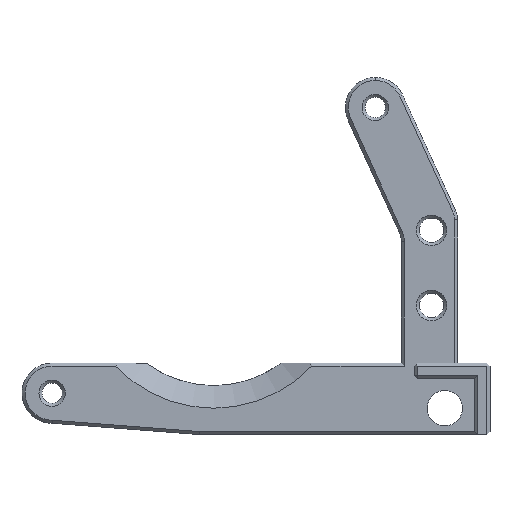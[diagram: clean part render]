
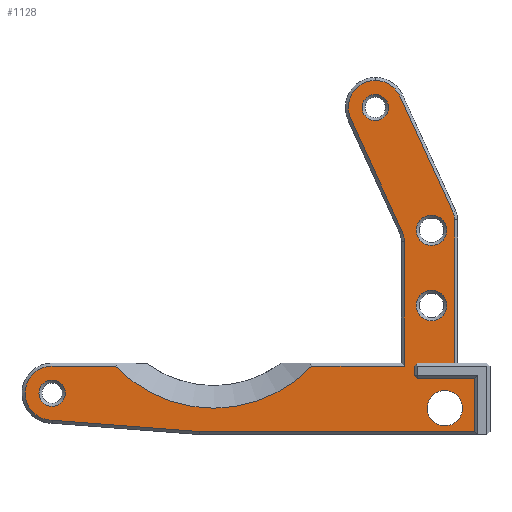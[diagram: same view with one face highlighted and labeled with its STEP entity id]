
A CAD part, left-side view. The second image highlights one B-rep face of the part: STEP entity #1128.
In plain terms, the highlighted planar face has unit normal (-1, 0, 0).
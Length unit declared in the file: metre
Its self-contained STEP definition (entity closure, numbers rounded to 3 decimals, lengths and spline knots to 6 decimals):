
#39=B_SPLINE_CURVE_WITH_KNOTS('',3,(#1633,#1634,#1635,#1636),
 .UNSPECIFIED.,.F.,.F.,(4,4),(0.,1.),.UNSPECIFIED.);
#40=B_SPLINE_CURVE_WITH_KNOTS('',3,(#1646,#1647,#1648,#1649),
 .UNSPECIFIED.,.F.,.F.,(4,4),(0.,1.),.UNSPECIFIED.);
#65=LINE('',#1628,#171);
#66=LINE('',#1631,#172);
#67=LINE('',#1638,#173);
#68=LINE('',#1644,#174);
#69=LINE('',#1651,#175);
#70=LINE('',#1653,#176);
#71=LINE('',#1657,#177);
#72=LINE('',#1661,#178);
#73=LINE('',#1663,#179);
#74=LINE('',#1665,#180);
#75=LINE('',#1667,#181);
#76=LINE('',#1669,#182);
#77=LINE('',#1671,#183);
#78=LINE('',#1673,#184);
#171=VECTOR('',#1326,1.);
#172=VECTOR('',#1327,1.);
#173=VECTOR('',#1328,1.);
#174=VECTOR('',#1333,1.);
#175=VECTOR('',#1334,1.);
#176=VECTOR('',#1335,1.);
#177=VECTOR('',#1338,1.);
#178=VECTOR('',#1341,1.);
#179=VECTOR('',#1342,1.);
#180=VECTOR('',#1343,1.);
#181=VECTOR('',#1344,1.);
#182=VECTOR('',#1345,1.);
#183=VECTOR('',#1346,1.);
#184=VECTOR('',#1347,1.);
#277=ORIENTED_EDGE('',*,*,#603,.T.);
#278=ORIENTED_EDGE('',*,*,#604,.T.);
#279=ORIENTED_EDGE('',*,*,#605,.F.);
#280=ORIENTED_EDGE('',*,*,#606,.F.);
#281=ORIENTED_EDGE('',*,*,#607,.F.);
#282=ORIENTED_EDGE('',*,*,#608,.T.);
#283=ORIENTED_EDGE('',*,*,#609,.T.);
#284=ORIENTED_EDGE('',*,*,#610,.T.);
#285=ORIENTED_EDGE('',*,*,#611,.T.);
#286=ORIENTED_EDGE('',*,*,#612,.T.);
#287=ORIENTED_EDGE('',*,*,#613,.T.);
#288=ORIENTED_EDGE('',*,*,#614,.T.);
#289=ORIENTED_EDGE('',*,*,#615,.T.);
#290=ORIENTED_EDGE('',*,*,#616,.T.);
#291=ORIENTED_EDGE('',*,*,#617,.T.);
#292=ORIENTED_EDGE('',*,*,#618,.F.);
#293=ORIENTED_EDGE('',*,*,#619,.T.);
#294=ORIENTED_EDGE('',*,*,#620,.T.);
#295=ORIENTED_EDGE('',*,*,#621,.T.);
#296=ORIENTED_EDGE('',*,*,#622,.T.);
#297=ORIENTED_EDGE('',*,*,#623,.T.);
#298=ORIENTED_EDGE('',*,*,#624,.F.);
#299=ORIENTED_EDGE('',*,*,#625,.T.);
#300=ORIENTED_EDGE('',*,*,#626,.T.);
#301=ORIENTED_EDGE('',*,*,#627,.F.);
#603=EDGE_CURVE('',#766,#766,#867,.F.);
#604=EDGE_CURVE('',#767,#767,#868,.F.);
#605=EDGE_CURVE('',#768,#768,#869,.T.);
#606=EDGE_CURVE('',#769,#769,#870,.T.);
#607=EDGE_CURVE('',#770,#770,#871,.T.);
#608=EDGE_CURVE('',#771,#772,#65,.T.);
#609=EDGE_CURVE('',#772,#773,#66,.T.);
#610=EDGE_CURVE('',#773,#774,#39,.T.);
#611=EDGE_CURVE('',#774,#775,#67,.T.);
#612=EDGE_CURVE('',#775,#776,#872,.T.);
#613=EDGE_CURVE('',#776,#777,#873,.T.);
#614=EDGE_CURVE('',#777,#778,#68,.T.);
#615=EDGE_CURVE('',#778,#779,#40,.T.);
#616=EDGE_CURVE('',#779,#780,#69,.T.);
#617=EDGE_CURVE('',#780,#781,#70,.T.);
#618=EDGE_CURVE('',#782,#781,#874,.T.);
#619=EDGE_CURVE('',#782,#783,#71,.T.);
#620=EDGE_CURVE('',#783,#784,#875,.T.);
#621=EDGE_CURVE('',#784,#785,#72,.T.);
#622=EDGE_CURVE('',#785,#786,#73,.T.);
#623=EDGE_CURVE('',#786,#787,#74,.T.);
#624=EDGE_CURVE('',#788,#787,#75,.T.);
#625=EDGE_CURVE('',#788,#789,#76,.T.);
#626=EDGE_CURVE('',#789,#790,#77,.T.);
#627=EDGE_CURVE('',#771,#790,#78,.T.);
#766=VERTEX_POINT('',#1619);
#767=VERTEX_POINT('',#1621);
#768=VERTEX_POINT('',#1623);
#769=VERTEX_POINT('',#1625);
#770=VERTEX_POINT('',#1627);
#771=VERTEX_POINT('',#1629);
#772=VERTEX_POINT('',#1630);
#773=VERTEX_POINT('',#1632);
#774=VERTEX_POINT('',#1637);
#775=VERTEX_POINT('',#1639);
#776=VERTEX_POINT('',#1641);
#777=VERTEX_POINT('',#1643);
#778=VERTEX_POINT('',#1645);
#779=VERTEX_POINT('',#1650);
#780=VERTEX_POINT('',#1652);
#781=VERTEX_POINT('',#1654);
#782=VERTEX_POINT('',#1656);
#783=VERTEX_POINT('',#1658);
#784=VERTEX_POINT('',#1660);
#785=VERTEX_POINT('',#1662);
#786=VERTEX_POINT('',#1664);
#787=VERTEX_POINT('',#1666);
#788=VERTEX_POINT('',#1668);
#789=VERTEX_POINT('',#1670);
#790=VERTEX_POINT('',#1672);
#867=CIRCLE('',#1215,0.002025);
#868=CIRCLE('',#1216,0.002025);
#869=CIRCLE('',#1217,0.00175);
#870=CIRCLE('',#1218,0.00175);
#871=CIRCLE('',#1219,0.00235);
#872=CIRCLE('',#1220,0.0036);
#873=CIRCLE('',#1221,0.0036);
#874=CIRCLE('',#1222,0.018);
#875=CIRCLE('',#1223,0.0036);
#896=EDGE_LOOP('',(#277));
#897=EDGE_LOOP('',(#278));
#898=EDGE_LOOP('',(#279));
#899=EDGE_LOOP('',(#280));
#900=EDGE_LOOP('',(#281));
#901=EDGE_LOOP('',(#282,#283,#284,#285,#286,#287,#288,#289,#290,#291,#292,
#293,#294,#295,#296,#297,#298,#299,#300,#301));
#988=FACE_BOUND('',#896,.T.);
#989=FACE_BOUND('',#897,.T.);
#990=FACE_BOUND('',#898,.T.);
#991=FACE_BOUND('',#899,.T.);
#992=FACE_BOUND('',#900,.T.);
#993=FACE_BOUND('',#901,.T.);
#1080=PLANE('',#1214);
#1128=ADVANCED_FACE('',(#988,#989,#990,#991,#992,#993),#1080,.T.);
#1214=AXIS2_PLACEMENT_3D('',#1617,#1314,#1315);
#1215=AXIS2_PLACEMENT_3D('',#1618,#1316,#1317);
#1216=AXIS2_PLACEMENT_3D('',#1620,#1318,#1319);
#1217=AXIS2_PLACEMENT_3D('',#1622,#1320,#1321);
#1218=AXIS2_PLACEMENT_3D('',#1624,#1322,#1323);
#1219=AXIS2_PLACEMENT_3D('',#1626,#1324,#1325);
#1220=AXIS2_PLACEMENT_3D('',#1640,#1329,#1330);
#1221=AXIS2_PLACEMENT_3D('',#1642,#1331,#1332);
#1222=AXIS2_PLACEMENT_3D('',#1655,#1336,#1337);
#1223=AXIS2_PLACEMENT_3D('',#1659,#1339,#1340);
#1314=DIRECTION('',(-1.,0.,0.));
#1315=DIRECTION('',(0.,1.,0.));
#1316=DIRECTION('',(-1.,0.,0.));
#1317=DIRECTION('',(0.,-1.,0.));
#1318=DIRECTION('',(-1.,0.,0.));
#1319=DIRECTION('',(0.,-1.,0.));
#1320=DIRECTION('',(-1.,0.,0.));
#1321=DIRECTION('',(0.,-1.,0.));
#1322=DIRECTION('',(-1.,0.,0.));
#1323=DIRECTION('',(0.,-1.,0.));
#1324=DIRECTION('',(-1.,0.,0.));
#1325=DIRECTION('',(0.,-1.,0.));
#1326=DIRECTION('',(0.,-1.,0.));
#1327=DIRECTION('',(0.,0.,1.));
#1328=DIRECTION('',(0.,0.416,0.909));
#1329=DIRECTION('',(-1.,0.,0.));
#1330=DIRECTION('',(0.,-1.,0.));
#1331=DIRECTION('',(-1.,0.,0.));
#1332=DIRECTION('',(0.,-1.,0.));
#1333=DIRECTION('',(0.,-0.416,-0.909));
#1334=DIRECTION('',(0.,0.,-1.));
#1335=DIRECTION('',(0.,1.,0.));
#1336=DIRECTION('',(-1.,0.,0.));
#1337=DIRECTION('',(0.,-1.,0.));
#1338=DIRECTION('',(0.,1.,0.));
#1339=DIRECTION('',(-1.,0.,0.));
#1340=DIRECTION('',(0.,-1.,0.));
#1341=DIRECTION('',(0.,-0.997,-0.076));
#1342=DIRECTION('',(0.,-1.,0.));
#1343=DIRECTION('',(0.,0.,1.));
#1344=DIRECTION('',(0.,-1.,0.));
#1345=DIRECTION('',(0.,0.707,0.707));
#1346=DIRECTION('',(0.,0.,1.));
#1347=DIRECTION('',(0.,0.707,-0.707));
#1617=CARTESIAN_POINT('',(0.05875,0.,-0.0135));
#1618=CARTESIAN_POINT('',(0.05875,-0.012419,-0.008334));
#1619=CARTESIAN_POINT('',(0.05875,-0.014444,-0.008334));
#1620=CARTESIAN_POINT('',(0.05875,-0.012419,-0.018334));
#1621=CARTESIAN_POINT('',(0.05875,-0.014444,-0.018334));
#1622=CARTESIAN_POINT('',(0.05875,-0.00495,0.008));
#1623=CARTESIAN_POINT('',(0.05875,-0.0067,0.008));
#1624=CARTESIAN_POINT('',(0.05875,0.03805,-0.03));
#1625=CARTESIAN_POINT('',(0.05875,0.0363,-0.03));
#1626=CARTESIAN_POINT('',(0.05875,-0.0142,-0.032));
#1627=CARTESIAN_POINT('',(0.05875,-0.01655,-0.032));
#1628=CARTESIAN_POINT('',(0.05875,-0.0172,-0.026));
#1629=CARTESIAN_POINT('',(0.05875,-0.0106,-0.026));
#1630=CARTESIAN_POINT('',(0.05875,-0.01549,-0.026));
#1631=CARTESIAN_POINT('',(0.05875,-0.01549,-0.006959));
#1632=CARTESIAN_POINT('',(0.05875,-0.01549,-0.006959));
#1633=CARTESIAN_POINT('',(0.05875,-0.01549,-0.006959));
#1634=CARTESIAN_POINT('',(0.05875,-0.015491,-0.006581));
#1635=CARTESIAN_POINT('',(0.05875,-0.015413,-0.006221));
#1636=CARTESIAN_POINT('',(0.05875,-0.015255,-0.005878));
#1637=CARTESIAN_POINT('',(0.05875,-0.015255,-0.005878));
#1638=CARTESIAN_POINT('',(0.05875,-0.008224,0.009497));
#1639=CARTESIAN_POINT('',(0.05875,-0.008224,0.009497));
#1640=CARTESIAN_POINT('',(0.05875,-0.00495,0.008));
#1641=CARTESIAN_POINT('',(0.05875,-0.00495,0.0116));
#1642=CARTESIAN_POINT('',(0.05875,-0.00495,0.008));
#1643=CARTESIAN_POINT('',(0.05875,-0.001676,0.006503));
#1644=CARTESIAN_POINT('',(0.05875,-0.008951,-0.009407));
#1645=CARTESIAN_POINT('',(0.05875,-0.008511,-0.008445));
#1646=CARTESIAN_POINT('',(0.05875,-0.008511,-0.008445));
#1647=CARTESIAN_POINT('',(0.05875,-0.008718,-0.008893));
#1648=CARTESIAN_POINT('',(0.05875,-0.008821,-0.009365));
#1649=CARTESIAN_POINT('',(0.05875,-0.008819,-0.009859));
#1650=CARTESIAN_POINT('',(0.05875,-0.008819,-0.009859));
#1651=CARTESIAN_POINT('',(0.05875,-0.008819,-0.0135));
#1652=CARTESIAN_POINT('',(0.05875,-0.008819,-0.0264));
#1653=CARTESIAN_POINT('',(0.05875,0.,-0.0264));
#1654=CARTESIAN_POINT('',(0.05875,0.003502,-0.0264));
#1655=CARTESIAN_POINT('',(0.05875,0.01655,-0.014));
#1656=CARTESIAN_POINT('',(0.05875,0.029598,-0.0264));
#1657=CARTESIAN_POINT('',(0.05875,0.,-0.0264));
#1658=CARTESIAN_POINT('',(0.05875,0.03805,-0.0264));
#1659=CARTESIAN_POINT('',(0.05875,0.03805,-0.03));
#1660=CARTESIAN_POINT('',(0.05875,0.038035,-0.0336));
#1661=CARTESIAN_POINT('',(0.05875,0.001749,-0.036374));
#1662=CARTESIAN_POINT('',(0.05875,0.018416,-0.0351));
#1663=CARTESIAN_POINT('',(0.05875,0.,-0.0351));
#1664=CARTESIAN_POINT('',(0.05875,-0.0182,-0.0351));
#1665=CARTESIAN_POINT('',(0.05875,-0.0182,-0.03));
#1666=CARTESIAN_POINT('',(0.05875,-0.0182,-0.028));
#1667=CARTESIAN_POINT('',(0.05875,-0.0162,-0.028));
#1668=CARTESIAN_POINT('',(0.05875,-0.0106,-0.028));
#1669=CARTESIAN_POINT('',(0.05875,-0.0106,-0.028));
#1670=CARTESIAN_POINT('',(0.05875,-0.0102,-0.0276));
#1671=CARTESIAN_POINT('',(0.05875,-0.0102,-0.027));
#1672=CARTESIAN_POINT('',(0.05875,-0.0102,-0.0264));
#1673=CARTESIAN_POINT('',(0.05875,-0.0102,-0.0264));
